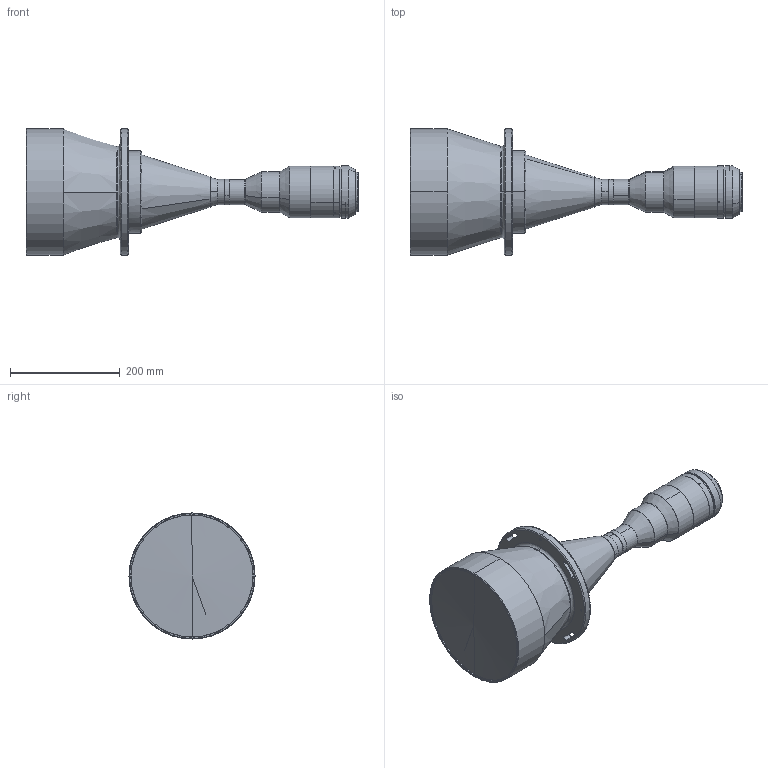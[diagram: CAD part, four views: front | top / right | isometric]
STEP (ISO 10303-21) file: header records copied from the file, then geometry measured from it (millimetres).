
FILE_DESCRIPTION (( 'STEP AP203' ), '1' );
FILE_NAME ('DTCM150M-190H-M72-19.5-AL.STEP', '2021-01-26T07:03:56', ( '' ), ( '' ), 'SwSTEP 2.0', 'SolidWorks 2017', '' );
FILE_SCHEMA (( 'CONFIG_CONTROL_DESIGN' ));
Length unit declared in the file: millimetre
Products named in the file (1): DTCM150M-190H-M72-19.5-AL
Bounding box: 605.68 x 230 x 230 mm (x, y, z)
Volume: 9210075.2 mm3; surface area: 342239.1 mm2
Topology: 1 solids, 5 shells, 177 faces, 425 edges, 270 vertices
Faces by surface type: cylinder 87, cone 45, plane 23, bspline 22
Entity records: 6497 total; most frequent: CARTESIAN_POINT 2333, DIRECTION 890, ORIENTED_EDGE 842, EDGE_CURVE 421, AXIS2_PLACEMENT_3D 379, VERTEX_POINT 270, CIRCLE 223, EDGE_LOOP 209
